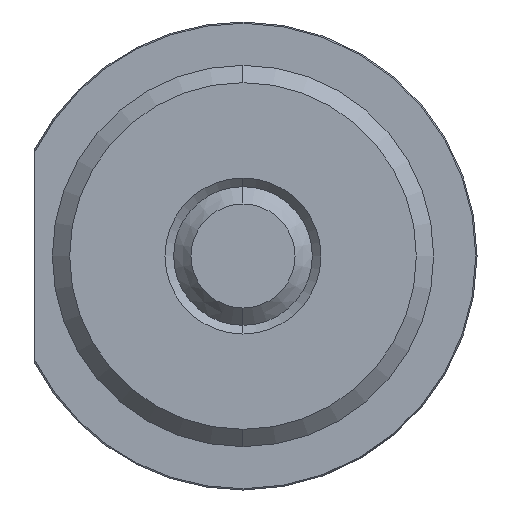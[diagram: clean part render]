
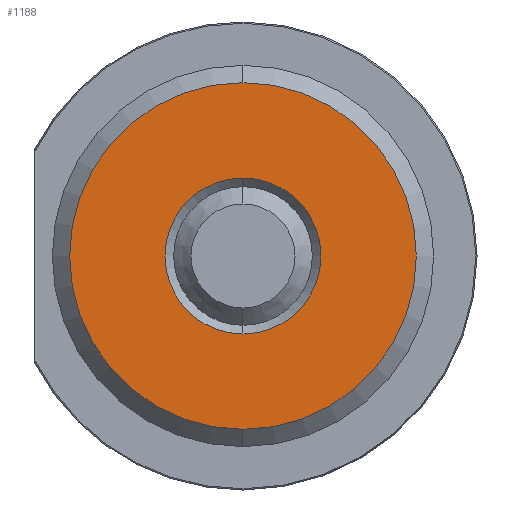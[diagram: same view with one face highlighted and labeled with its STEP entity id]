
A CAD part, left-side view. The second image highlights one B-rep face of the part: STEP entity #1188.
In plain terms, the highlighted planar face has unit normal (-1, 0, 0).
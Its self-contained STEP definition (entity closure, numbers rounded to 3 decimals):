
#198 = FACE_OUTER_BOUND ( 'NONE', #2801, .T. ) ;
#200 = FACE_BOUND ( 'NONE', #2798, .T. ) ;
#308 = CIRCLE ( 'NONE', #2479, 4.5 ) ;
#358 = CIRCLE ( 'NONE', #2500, 10. ) ;
#426 = CIRCLE ( 'NONE', #2523, 4.5 ) ;
#428 = CIRCLE ( 'NONE', #2526, 10. ) ;
#730 = CARTESIAN_POINT ( 'NONE',  ( 0., 0., -10. ) ) ;
#737 = CARTESIAN_POINT ( 'NONE',  ( 0., 0., -4.5 ) ) ;
#742 = CARTESIAN_POINT ( 'NONE',  ( 0., 0., 4.5 ) ) ;
#889 = CARTESIAN_POINT ( 'NONE',  ( 0., 0., 10. ) ) ;
#920 = VERTEX_POINT ( 'NONE', #737 ) ;
#1040 = VERTEX_POINT ( 'NONE', #889 ) ;
#1065 = VERTEX_POINT ( 'NONE', #730 ) ;
#1075 = VERTEX_POINT ( 'NONE', #742 ) ;
#1188 = ADVANCED_FACE ( 'NONE', ( #200, #198 ), #1352, .F. ) ;
#1346 = CARTESIAN_POINT ( 'NONE',  ( 0., 4., 0. ) ) ;
#1352 = PLANE ( 'NONE',  #2441 ) ;
#1353 = DIRECTION ( 'NONE',  ( 1., 0., 0. ) ) ;
#1354 = DIRECTION ( 'NONE',  ( 0., 0., -1. ) ) ;
#1488 = CARTESIAN_POINT ( 'NONE',  ( 0., 0., 0. ) ) ;
#1494 = DIRECTION ( 'NONE',  ( 1., 0., 0. ) ) ;
#1495 = DIRECTION ( 'NONE',  ( 0., 0., -1. ) ) ;
#1634 = CARTESIAN_POINT ( 'NONE',  ( 0., 0., 0. ) ) ;
#1635 = DIRECTION ( 'NONE',  ( -1., 0., 0. ) ) ;
#1636 = DIRECTION ( 'NONE',  ( 0., 0., -1. ) ) ;
#1789 = CARTESIAN_POINT ( 'NONE',  ( 0., 0., 0. ) ) ;
#1797 = CARTESIAN_POINT ( 'NONE',  ( 0., 0., 0. ) ) ;
#1798 = DIRECTION ( 'NONE',  ( 1., 0., 0. ) ) ;
#1799 = DIRECTION ( 'NONE',  ( 0., 0., -1. ) ) ;
#1803 = DIRECTION ( 'NONE',  ( -1., 0., 0. ) ) ;
#1804 = DIRECTION ( 'NONE',  ( 0., 0., -1. ) ) ;
#2170 = EDGE_CURVE ( 'NONE', #1075, #920, #308, .T. ) ;
#2208 = EDGE_CURVE ( 'NONE', #1040, #1065, #358, .T. ) ;
#2257 = EDGE_CURVE ( 'NONE', #920, #1075, #426, .T. ) ;
#2259 = EDGE_CURVE ( 'NONE', #1065, #1040, #428, .T. ) ;
#2441 = AXIS2_PLACEMENT_3D ( 'NONE', #1346, #1353, #1354 ) ;
#2479 = AXIS2_PLACEMENT_3D ( 'NONE', #1488, #1494, #1495 ) ;
#2500 = AXIS2_PLACEMENT_3D ( 'NONE', #1634, #1635, #1636 ) ;
#2523 = AXIS2_PLACEMENT_3D ( 'NONE', #1789, #1798, #1799 ) ;
#2526 = AXIS2_PLACEMENT_3D ( 'NONE', #1797, #1803, #1804 ) ;
#2670 = ORIENTED_EDGE ( 'NONE', *, *, #2259, .T. ) ;
#2798 = EDGE_LOOP ( 'NONE', ( #2866, #2832 ) ) ;
#2801 = EDGE_LOOP ( 'NONE', ( #2670, #2833 ) ) ;
#2832 = ORIENTED_EDGE ( 'NONE', *, *, #2257, .T. ) ;
#2833 = ORIENTED_EDGE ( 'NONE', *, *, #2208, .T. ) ;
#2866 = ORIENTED_EDGE ( 'NONE', *, *, #2170, .T. ) ;
